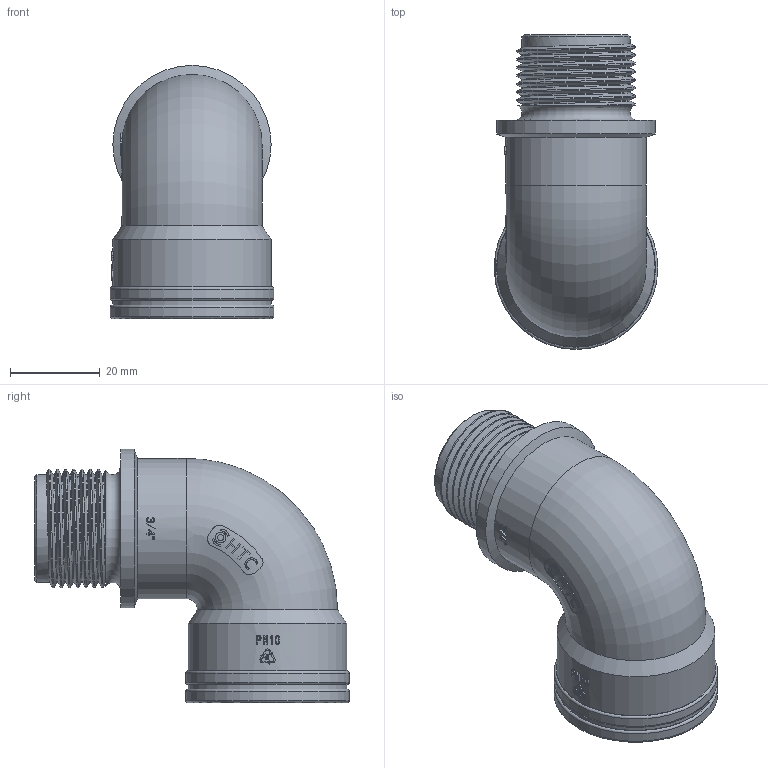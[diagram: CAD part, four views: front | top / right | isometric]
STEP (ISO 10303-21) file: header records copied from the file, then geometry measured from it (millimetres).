
FILE_DESCRIPTION(/* description */ (''),/* implementation_level */ '2;1');
FILE_NAME(/* name */ '3-4弯.stp',/* time_stamp */ '2025-03-22T17:17:35+08:00',/* author */ (''),/* organization */ (''),/* preprocessor_version */ 'ST-DEVELOPER v16.7',/* originating_system */ 'SIEMENS PLM Software NX 12.0',/* authorisation */ '');
FILE_SCHEMA (('AUTOMOTIVE_DESIGN { 1 0 10303 214 3 1 1 1 }'));
Length unit declared in the file: millimetre
Products named in the file (1): Admi832CE1CEim8j
Bounding box: 36.56 x 70.3 x 56.56 mm (x, y, z)
Surface area: 16946.5 mm2 (no closed solid volume)
Topology: 0 solids, 1 shells, 527 faces, 1484 edges, 998 vertices
Faces by surface type: plane 375, cylinder 71, cone 30, extrusion 28, torus 15, bspline 8
Full cylindrical faces by diameter (mm): 1.368 x1, 2.367 x1, 17.17 x2, 24.139 x7, 24.543 x9, 27.068 x9, 31.31 x1, 35.35 x3, 36.562 x2
Entity records: 21372 total; most frequent: CARTESIAN_POINT 7840, ORIENTED_EDGE 2816, DIRECTION 2743, EDGE_CURVE 1408, AXIS2_PLACEMENT_3D 1125, VERTEX_POINT 971, EDGE_LOOP 569, ELLIPSE 511
